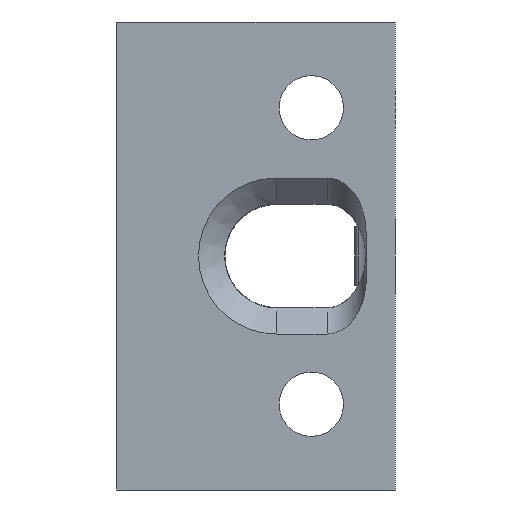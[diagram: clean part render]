
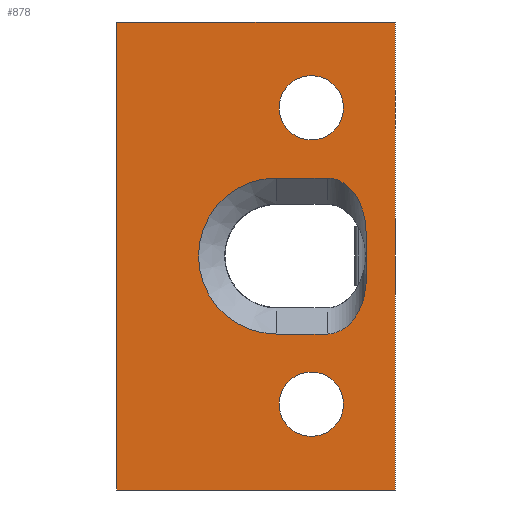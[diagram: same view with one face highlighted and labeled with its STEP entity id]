
A CAD part, front view. The second image highlights one B-rep face of the part: STEP entity #878.
In plain terms, the highlighted planar face has unit normal (0, -1, 0).
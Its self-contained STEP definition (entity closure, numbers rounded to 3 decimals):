
#15=FACE_BOUND('',#316,.T.);
#16=FACE_BOUND('',#317,.T.);
#17=FACE_BOUND('',#318,.T.);
#25=PLANE('',#957);
#60=LINE('',#1408,#155);
#64=LINE('',#1422,#159);
#76=LINE('',#1446,#171);
#77=LINE('',#1450,#172);
#85=LINE('',#1466,#180);
#86=LINE('',#1468,#181);
#87=LINE('',#1469,#182);
#155=VECTOR('',#1050,10.);
#159=VECTOR('',#1066,10.);
#171=VECTOR('',#1082,10.);
#172=VECTOR('',#1085,10.);
#180=VECTOR('',#1095,10.);
#181=VECTOR('',#1096,10.);
#182=VECTOR('',#1097,10.);
#268=FACE_OUTER_BOUND('',#315,.T.);
#315=EDGE_LOOP('',(#671,#672,#673,#674));
#316=EDGE_LOOP('',(#675,#676,#677,#678,#679,#680));
#317=EDGE_LOOP('',(#681,#682));
#318=EDGE_LOOP('',(#683,#684));
#360=CIRCLE('',#946,4.);
#361=CIRCLE('',#958,1.65);
#362=CIRCLE('',#959,1.65);
#363=CIRCLE('',#960,1.65);
#364=CIRCLE('',#961,1.65);
#384=ELLIPSE('',#950,2.828,2.);
#385=ELLIPSE('',#952,2.828,2.);
#401=VERTEX_POINT('',#1400);
#402=VERTEX_POINT('',#1402);
#403=VERTEX_POINT('',#1406);
#405=VERTEX_POINT('',#1412);
#406=VERTEX_POINT('',#1416);
#407=VERTEX_POINT('',#1418);
#418=VERTEX_POINT('',#1448);
#419=VERTEX_POINT('',#1449);
#426=VERTEX_POINT('',#1465);
#427=VERTEX_POINT('',#1467);
#428=VERTEX_POINT('',#1470);
#429=VERTEX_POINT('',#1471);
#430=VERTEX_POINT('',#1474);
#431=VERTEX_POINT('',#1475);
#491=EDGE_CURVE('',#402,#401,#360,.T.);
#494=EDGE_CURVE('',#401,#403,#60,.T.);
#497=EDGE_CURVE('',#405,#403,#384,.T.);
#499=EDGE_CURVE('',#406,#407,#385,.T.);
#501=EDGE_CURVE('',#406,#402,#64,.T.);
#513=EDGE_CURVE('',#405,#407,#76,.T.);
#514=EDGE_CURVE('',#418,#419,#77,.T.);
#522=EDGE_CURVE('',#419,#426,#85,.T.);
#523=EDGE_CURVE('',#426,#427,#86,.T.);
#524=EDGE_CURVE('',#427,#418,#87,.T.);
#525=EDGE_CURVE('',#428,#429,#361,.T.);
#526=EDGE_CURVE('',#429,#428,#362,.T.);
#527=EDGE_CURVE('',#430,#431,#363,.T.);
#528=EDGE_CURVE('',#431,#430,#364,.T.);
#671=ORIENTED_EDGE('',*,*,#514,.T.);
#672=ORIENTED_EDGE('',*,*,#522,.T.);
#673=ORIENTED_EDGE('',*,*,#523,.T.);
#674=ORIENTED_EDGE('',*,*,#524,.T.);
#675=ORIENTED_EDGE('',*,*,#513,.T.);
#676=ORIENTED_EDGE('',*,*,#499,.F.);
#677=ORIENTED_EDGE('',*,*,#501,.T.);
#678=ORIENTED_EDGE('',*,*,#491,.T.);
#679=ORIENTED_EDGE('',*,*,#494,.T.);
#680=ORIENTED_EDGE('',*,*,#497,.F.);
#681=ORIENTED_EDGE('',*,*,#525,.T.);
#682=ORIENTED_EDGE('',*,*,#526,.T.);
#683=ORIENTED_EDGE('',*,*,#527,.T.);
#684=ORIENTED_EDGE('',*,*,#528,.T.);
#878=ADVANCED_FACE('',(#268,#15,#16,#17),#25,.T.);
#946=AXIS2_PLACEMENT_3D('',#1403,#1044,#1045);
#950=AXIS2_PLACEMENT_3D('',#1414,#1056,#1057);
#952=AXIS2_PLACEMENT_3D('',#1419,#1061,#1062);
#957=AXIS2_PLACEMENT_3D('',#1464,#1093,#1094);
#958=AXIS2_PLACEMENT_3D('',#1472,#1098,#1099);
#959=AXIS2_PLACEMENT_3D('',#1473,#1100,#1101);
#960=AXIS2_PLACEMENT_3D('',#1476,#1102,#1103);
#961=AXIS2_PLACEMENT_3D('',#1477,#1104,#1105);
#1044=DIRECTION('center_axis',(0.,1.,0.));
#1045=DIRECTION('ref_axis',(-1.,0.,0.));
#1050=DIRECTION('',(1.,0.,0.));
#1056=DIRECTION('center_axis',(0.,-1.,0.));
#1057=DIRECTION('ref_axis',(0.,0.,1.));
#1061=DIRECTION('center_axis',(0.,-1.,0.));
#1062=DIRECTION('ref_axis',(0.,0.,-1.));
#1066=DIRECTION('',(-1.,0.,0.));
#1082=DIRECTION('',(0.,0.,-1.));
#1085=DIRECTION('',(0.,0.,1.));
#1093=DIRECTION('center_axis',(0.,-1.,0.));
#1094=DIRECTION('ref_axis',(0.,0.,-1.));
#1095=DIRECTION('',(-1.,0.,0.));
#1096=DIRECTION('',(0.,0.,-1.));
#1097=DIRECTION('',(1.,0.,0.));
#1098=DIRECTION('center_axis',(0.,1.,0.));
#1099=DIRECTION('ref_axis',(-1.,0.,0.));
#1100=DIRECTION('center_axis',(0.,1.,0.));
#1101=DIRECTION('ref_axis',(-1.,0.,0.));
#1102=DIRECTION('center_axis',(0.,1.,0.));
#1103=DIRECTION('ref_axis',(-1.,0.,0.));
#1104=DIRECTION('center_axis',(0.,1.,0.));
#1105=DIRECTION('ref_axis',(-1.,0.,0.));
#1400=CARTESIAN_POINT('',(3.55,0.5,4.));
#1402=CARTESIAN_POINT('',(3.55,0.5,-4.));
#1403=CARTESIAN_POINT('Origin',(3.55,0.5,0.));
#1406=CARTESIAN_POINT('',(6.15,0.5,4.));
#1408=CARTESIAN_POINT('',(3.025,0.5,4.));
#1412=CARTESIAN_POINT('',(8.15,0.5,1.172));
#1414=CARTESIAN_POINT('Origin',(6.15,0.5,1.172));
#1416=CARTESIAN_POINT('',(6.15,0.5,-4.));
#1418=CARTESIAN_POINT('',(8.15,0.5,-1.172));
#1419=CARTESIAN_POINT('Origin',(6.15,0.5,-1.172));
#1422=CARTESIAN_POINT('',(6.075,0.5,-4.));
#1446=CARTESIAN_POINT('',(8.15,0.5,-2.));
#1448=CARTESIAN_POINT('',(9.65,0.5,-12.));
#1449=CARTESIAN_POINT('',(9.65,0.5,12.));
#1450=CARTESIAN_POINT('',(9.65,0.5,-12.));
#1464=CARTESIAN_POINT('Origin',(2.5,0.5,0.));
#1465=CARTESIAN_POINT('',(-4.65,0.5,12.));
#1466=CARTESIAN_POINT('',(9.65,0.5,12.));
#1467=CARTESIAN_POINT('',(-4.65,0.5,-12.));
#1468=CARTESIAN_POINT('',(-4.65,0.5,12.));
#1469=CARTESIAN_POINT('',(-4.65,0.5,-12.));
#1470=CARTESIAN_POINT('',(6.985,0.5,-7.6));
#1471=CARTESIAN_POINT('',(3.685,0.5,-7.6));
#1472=CARTESIAN_POINT('Origin',(5.335,0.5,-7.6));
#1473=CARTESIAN_POINT('Origin',(5.335,0.5,-7.6));
#1474=CARTESIAN_POINT('',(6.985,0.5,7.6));
#1475=CARTESIAN_POINT('',(3.685,0.5,7.6));
#1476=CARTESIAN_POINT('Origin',(5.335,0.5,7.6));
#1477=CARTESIAN_POINT('Origin',(5.335,0.5,7.6));
